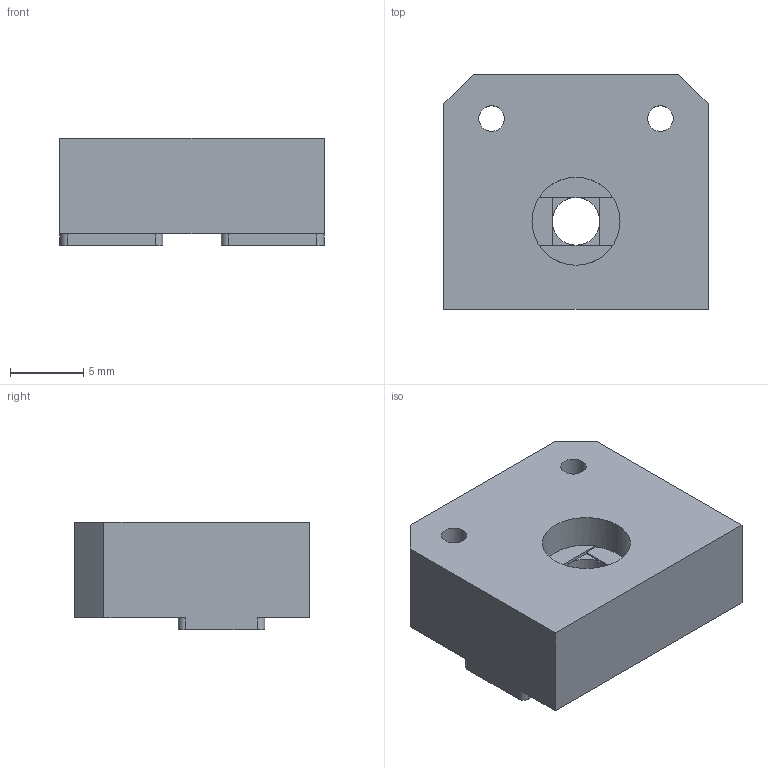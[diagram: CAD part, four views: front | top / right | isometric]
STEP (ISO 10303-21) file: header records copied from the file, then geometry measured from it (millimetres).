
FILE_DESCRIPTION (( 'STEP AP214' ), '1' );
FILE_NAME ('BME680_2020_Extrusion_Mount.STEP', '2023-01-21T22:22:54', ( '' ), ( '' ), 'SwSTEP 2.0', 'SolidWorks 2023', '' );
FILE_SCHEMA (( 'AUTOMOTIVE_DESIGN' ));
Length unit declared in the file: millimetre
Products named in the file (1): BME680_2020_Extrusion_Mount
Bounding box: 18 x 16 x 7.3 mm (x, y, z)
Volume: 1774.4 mm3; surface area: 1168 mm2
Topology: 1 solids, 1 shells, 47 faces, 129 edges, 84 vertices
Faces by surface type: plane 26, cylinder 21
Entity records: 2055 total; most frequent: DIRECTION 273, CARTESIAN_POINT 261, ORIENTED_EDGE 258, EDGE_CURVE 129, AXIS2_PLACEMENT_3D 96, VERTEX_POINT 84, LINE 81, VECTOR 81
